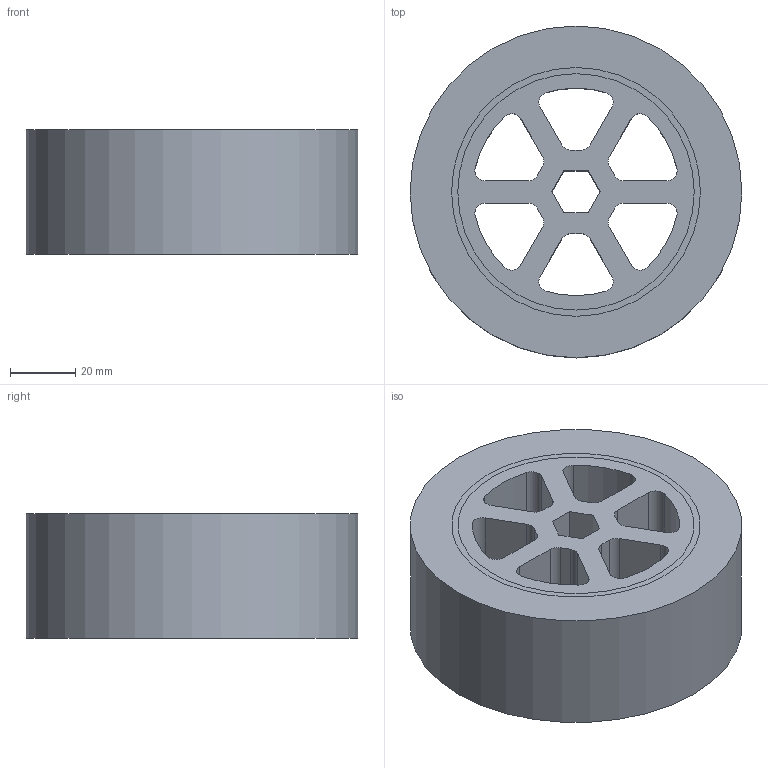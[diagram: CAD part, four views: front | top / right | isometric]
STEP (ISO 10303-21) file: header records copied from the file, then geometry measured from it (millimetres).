
FILE_DESCRIPTION(/* description */ (''),/* implementation_level */ '2;1');
FILE_NAME(/* name */ '4InchFlywheel_updatedhex.stp',/* time_stamp */ '2023-10-16T15:50:55-04:00',/* author */ ('rdogn'),/* organization */ (''),/* preprocessor_version */ 'ST-DEVELOPER v18.1',/* originating_system */ 'Autodesk Inventor 2022',/* authorisation */ '');
FILE_SCHEMA (('AUTOMOTIVE_DESIGN { 1 0 10303 214 3 1 1 }'));
Length unit declared in the file: inch
Products named in the file (3): 4InchFlywheel; 4InchRubberSolidWheel_Core; OutsideRubberWheel4Inch
Assembly tree (2 placements, depth 2):
  4InchFlywheel
    4InchRubberSolidWheel_Core
    OutsideRubberWheel4Inch
Bounding box: 101.6 x 101.6 x 38.1 mm (x, y, z)
Volume: 251097.4 mm3; surface area: 59938.2 mm2
Topology: 2 solids, 2 shells, 61 faces, 171 edges, 114 vertices
Faces by surface type: cylinder 33, plane 28
Full cylindrical faces by diameter (mm): 72.39 x1, 76.2 x1, 101.6 x1
Entity records: 2158 total; most frequent: DIRECTION 371, CARTESIAN_POINT 352, ORIENTED_EDGE 342, EDGE_CURVE 171, AXIS2_PLACEMENT_3D 133, VERTEX_POINT 114, LINE 105, VECTOR 105
